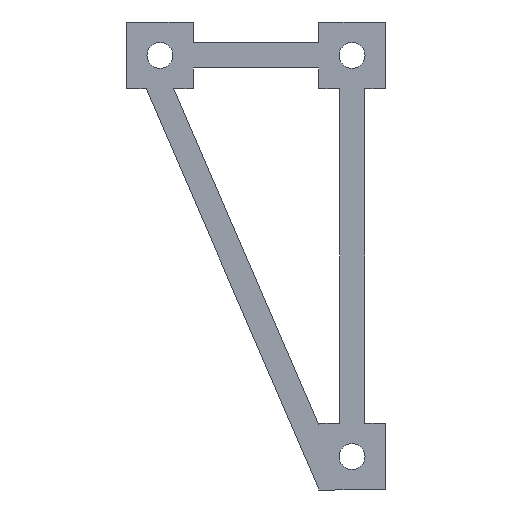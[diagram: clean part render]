
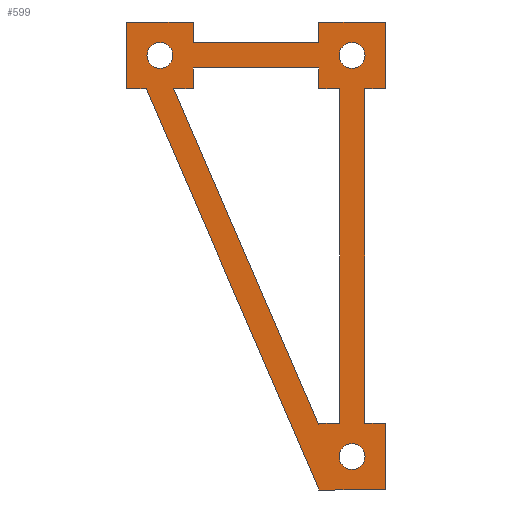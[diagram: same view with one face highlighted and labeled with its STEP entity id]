
A CAD part, front view. The second image highlights one B-rep face of the part: STEP entity #599.
In plain terms, the highlighted planar face has unit normal (0, -1, 0).
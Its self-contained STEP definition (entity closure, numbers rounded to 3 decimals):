
#19=FACE_BOUND('',#111,.T.);
#20=FACE_BOUND('',#112,.T.);
#21=FACE_BOUND('',#113,.T.);
#22=FACE_BOUND('',#114,.T.);
#48=PLANE('',#654);
#77=FACE_OUTER_BOUND('',#110,.T.);
#110=EDGE_LOOP('',(#541,#542,#543,#544,#545,#546,#547,#548,#549,#550,#551,
#552,#553,#554,#555));
#111=EDGE_LOOP('',(#556,#557,#558,#559,#560,#561,#562,#563,#564));
#112=EDGE_LOOP('',(#565));
#113=EDGE_LOOP('',(#566));
#114=EDGE_LOOP('',(#567));
#118=LINE('',#824,#193);
#122=LINE('',#832,#197);
#125=LINE('',#838,#200);
#128=LINE('',#844,#203);
#131=LINE('',#850,#206);
#134=LINE('',#856,#209);
#137=LINE('',#862,#212);
#140=LINE('',#868,#215);
#143=LINE('',#873,#218);
#145=LINE('',#878,#220);
#149=LINE('',#886,#224);
#152=LINE('',#892,#227);
#155=LINE('',#898,#230);
#158=LINE('',#904,#233);
#161=LINE('',#910,#236);
#164=LINE('',#916,#239);
#167=LINE('',#922,#242);
#170=LINE('',#928,#245);
#173=LINE('',#934,#248);
#176=LINE('',#940,#251);
#179=LINE('',#946,#254);
#182=LINE('',#952,#257);
#185=LINE('',#958,#260);
#188=LINE('',#963,#263);
#193=VECTOR('',#680,10.);
#197=VECTOR('',#686,10.);
#200=VECTOR('',#691,10.);
#203=VECTOR('',#696,10.);
#206=VECTOR('',#701,10.);
#209=VECTOR('',#706,10.);
#212=VECTOR('',#711,10.);
#215=VECTOR('',#716,10.);
#218=VECTOR('',#721,10.);
#220=VECTOR('',#725,10.);
#224=VECTOR('',#731,10.);
#227=VECTOR('',#736,10.);
#230=VECTOR('',#741,10.);
#233=VECTOR('',#746,10.);
#236=VECTOR('',#751,10.);
#239=VECTOR('',#756,10.);
#242=VECTOR('',#761,10.);
#245=VECTOR('',#766,10.);
#248=VECTOR('',#771,10.);
#251=VECTOR('',#776,10.);
#254=VECTOR('',#781,10.);
#257=VECTOR('',#786,10.);
#260=VECTOR('',#791,10.);
#263=VECTOR('',#796,10.);
#266=CIRCLE('',#622,1.55);
#268=CIRCLE('',#625,1.55);
#270=CIRCLE('',#628,1.55);
#272=VERTEX_POINT('',#806);
#274=VERTEX_POINT('',#812);
#276=VERTEX_POINT('',#818);
#277=VERTEX_POINT('',#822);
#278=VERTEX_POINT('',#823);
#281=VERTEX_POINT('',#831);
#283=VERTEX_POINT('',#837);
#285=VERTEX_POINT('',#843);
#287=VERTEX_POINT('',#849);
#289=VERTEX_POINT('',#855);
#291=VERTEX_POINT('',#861);
#293=VERTEX_POINT('',#867);
#295=VERTEX_POINT('',#876);
#296=VERTEX_POINT('',#877);
#299=VERTEX_POINT('',#885);
#301=VERTEX_POINT('',#891);
#303=VERTEX_POINT('',#897);
#305=VERTEX_POINT('',#903);
#307=VERTEX_POINT('',#909);
#309=VERTEX_POINT('',#915);
#311=VERTEX_POINT('',#921);
#313=VERTEX_POINT('',#927);
#315=VERTEX_POINT('',#933);
#317=VERTEX_POINT('',#939);
#319=VERTEX_POINT('',#945);
#321=VERTEX_POINT('',#951);
#323=VERTEX_POINT('',#957);
#327=EDGE_CURVE('',#272,#272,#266,.T.);
#330=EDGE_CURVE('',#274,#274,#268,.T.);
#333=EDGE_CURVE('',#276,#276,#270,.T.);
#334=EDGE_CURVE('',#277,#278,#118,.T.);
#338=EDGE_CURVE('',#281,#277,#122,.T.);
#341=EDGE_CURVE('',#283,#281,#125,.T.);
#344=EDGE_CURVE('',#285,#283,#128,.T.);
#347=EDGE_CURVE('',#287,#285,#131,.T.);
#350=EDGE_CURVE('',#289,#287,#134,.T.);
#353=EDGE_CURVE('',#291,#289,#137,.T.);
#356=EDGE_CURVE('',#293,#291,#140,.T.);
#359=EDGE_CURVE('',#278,#293,#143,.T.);
#361=EDGE_CURVE('',#295,#296,#145,.T.);
#365=EDGE_CURVE('',#299,#295,#149,.T.);
#368=EDGE_CURVE('',#301,#299,#152,.T.);
#371=EDGE_CURVE('',#303,#301,#155,.T.);
#374=EDGE_CURVE('',#305,#303,#158,.T.);
#377=EDGE_CURVE('',#307,#305,#161,.T.);
#380=EDGE_CURVE('',#309,#307,#164,.T.);
#383=EDGE_CURVE('',#311,#309,#167,.T.);
#386=EDGE_CURVE('',#313,#311,#170,.T.);
#389=EDGE_CURVE('',#315,#313,#173,.T.);
#392=EDGE_CURVE('',#317,#315,#176,.T.);
#395=EDGE_CURVE('',#319,#317,#179,.T.);
#398=EDGE_CURVE('',#321,#319,#182,.T.);
#401=EDGE_CURVE('',#323,#321,#185,.T.);
#404=EDGE_CURVE('',#296,#323,#188,.T.);
#541=ORIENTED_EDGE('',*,*,#404,.F.);
#542=ORIENTED_EDGE('',*,*,#361,.F.);
#543=ORIENTED_EDGE('',*,*,#365,.F.);
#544=ORIENTED_EDGE('',*,*,#368,.F.);
#545=ORIENTED_EDGE('',*,*,#371,.F.);
#546=ORIENTED_EDGE('',*,*,#374,.F.);
#547=ORIENTED_EDGE('',*,*,#377,.F.);
#548=ORIENTED_EDGE('',*,*,#380,.F.);
#549=ORIENTED_EDGE('',*,*,#383,.F.);
#550=ORIENTED_EDGE('',*,*,#386,.F.);
#551=ORIENTED_EDGE('',*,*,#389,.F.);
#552=ORIENTED_EDGE('',*,*,#392,.F.);
#553=ORIENTED_EDGE('',*,*,#395,.F.);
#554=ORIENTED_EDGE('',*,*,#398,.F.);
#555=ORIENTED_EDGE('',*,*,#401,.F.);
#556=ORIENTED_EDGE('',*,*,#359,.F.);
#557=ORIENTED_EDGE('',*,*,#334,.F.);
#558=ORIENTED_EDGE('',*,*,#338,.F.);
#559=ORIENTED_EDGE('',*,*,#341,.F.);
#560=ORIENTED_EDGE('',*,*,#344,.F.);
#561=ORIENTED_EDGE('',*,*,#347,.F.);
#562=ORIENTED_EDGE('',*,*,#350,.F.);
#563=ORIENTED_EDGE('',*,*,#353,.F.);
#564=ORIENTED_EDGE('',*,*,#356,.F.);
#565=ORIENTED_EDGE('',*,*,#333,.F.);
#566=ORIENTED_EDGE('',*,*,#330,.F.);
#567=ORIENTED_EDGE('',*,*,#327,.F.);
#599=ADVANCED_FACE('',(#77,#19,#20,#21,#22),#48,.F.);
#622=AXIS2_PLACEMENT_3D('',#808,#662,#663);
#625=AXIS2_PLACEMENT_3D('',#814,#669,#670);
#628=AXIS2_PLACEMENT_3D('',#820,#676,#677);
#654=AXIS2_PLACEMENT_3D('',#966,#800,#801);
#662=DIRECTION('center_axis',(0.,-1.,0.));
#663=DIRECTION('ref_axis',(1.,0.,0.));
#669=DIRECTION('center_axis',(0.,-1.,0.));
#670=DIRECTION('ref_axis',(1.,0.,0.));
#676=DIRECTION('center_axis',(0.,-1.,0.));
#677=DIRECTION('ref_axis',(1.,0.,0.));
#680=DIRECTION('',(1.,0.,0.));
#686=DIRECTION('',(0.,0.,1.));
#691=DIRECTION('',(0.396,0.,-0.918));
#696=DIRECTION('',(-1.,0.,0.));
#701=DIRECTION('',(0.,0.,-1.));
#706=DIRECTION('',(-1.,0.,0.));
#711=DIRECTION('',(0.,0.,1.));
#716=DIRECTION('',(-1.,0.,0.));
#721=DIRECTION('',(0.,0.,1.));
#725=DIRECTION('',(0.,0.,1.));
#731=DIRECTION('',(-1.,0.,0.));
#736=DIRECTION('',(0.,0.,-1.));
#741=DIRECTION('',(1.,0.,0.));
#746=DIRECTION('',(0.,0.,-1.));
#751=DIRECTION('',(-1.,0.,0.));
#756=DIRECTION('',(0.,0.,-1.));
#761=DIRECTION('',(1.,0.,0.));
#766=DIRECTION('',(0.,0.,1.));
#771=DIRECTION('',(1.,0.,0.));
#776=DIRECTION('',(0.,0.,-1.));
#781=DIRECTION('',(1.,0.,0.));
#786=DIRECTION('',(0.,0.,1.));
#791=DIRECTION('',(-1.,0.,0.));
#796=DIRECTION('',(-0.396,0.,0.918));
#800=DIRECTION('center_axis',(0.,1.,0.));
#801=DIRECTION('ref_axis',(0.,0.,1.));
#806=CARTESIAN_POINT('',(-52.55,0.,42.685));
#808=CARTESIAN_POINT('Origin',(-51.,0.,42.685));
#812=CARTESIAN_POINT('',(-29.55,0.,42.685));
#814=CARTESIAN_POINT('Origin',(-28.,0.,42.685));
#818=CARTESIAN_POINT('',(-29.55,0.,-5.315));
#820=CARTESIAN_POINT('Origin',(-28.,0.,-5.315));
#822=CARTESIAN_POINT('',(-32.,0.,-1.315));
#823=CARTESIAN_POINT('',(-29.5,0.,-1.315));
#824=CARTESIAN_POINT('',(-32.,0.,-1.315));
#831=CARTESIAN_POINT('',(-32.,0.,-1.531));
#832=CARTESIAN_POINT('',(-32.,0.,-9.315));
#837=CARTESIAN_POINT('',(-49.366,0.,38.685));
#838=CARTESIAN_POINT('',(-49.88,0.,39.875));
#843=CARTESIAN_POINT('',(-47.,0.,38.685));
#844=CARTESIAN_POINT('',(-47.,0.,38.685));
#849=CARTESIAN_POINT('',(-47.,0.,41.185));
#850=CARTESIAN_POINT('',(-47.,0.,46.685));
#855=CARTESIAN_POINT('',(-32.,0.,41.185));
#856=CARTESIAN_POINT('',(-32.,0.,41.185));
#861=CARTESIAN_POINT('',(-32.,0.,38.685));
#862=CARTESIAN_POINT('',(-32.,0.,38.685));
#867=CARTESIAN_POINT('',(-29.5,0.,38.685));
#868=CARTESIAN_POINT('',(-24.,0.,38.685));
#873=CARTESIAN_POINT('',(-29.5,0.,-1.315));
#876=CARTESIAN_POINT('',(-32.,0.,-9.315));
#877=CARTESIAN_POINT('',(-32.,0.,-9.099));
#878=CARTESIAN_POINT('',(-32.,0.,-9.315));
#885=CARTESIAN_POINT('',(-24.,0.,-9.315));
#886=CARTESIAN_POINT('',(-24.,0.,-9.315));
#891=CARTESIAN_POINT('',(-24.,0.,-1.315));
#892=CARTESIAN_POINT('',(-24.,0.,-1.315));
#897=CARTESIAN_POINT('',(-26.5,0.,-1.315));
#898=CARTESIAN_POINT('',(-32.,0.,-1.315));
#903=CARTESIAN_POINT('',(-26.5,0.,38.685));
#904=CARTESIAN_POINT('',(-26.5,0.,38.685));
#909=CARTESIAN_POINT('',(-24.,0.,38.685));
#910=CARTESIAN_POINT('',(-24.,0.,38.685));
#915=CARTESIAN_POINT('',(-24.,0.,46.685));
#916=CARTESIAN_POINT('',(-24.,0.,46.685));
#921=CARTESIAN_POINT('',(-32.,0.,46.685));
#922=CARTESIAN_POINT('',(-32.,0.,46.685));
#927=CARTESIAN_POINT('',(-32.,0.,44.185));
#928=CARTESIAN_POINT('',(-32.,0.,38.685));
#933=CARTESIAN_POINT('',(-47.,0.,44.185));
#934=CARTESIAN_POINT('',(-47.,0.,44.185));
#939=CARTESIAN_POINT('',(-47.,0.,46.685));
#940=CARTESIAN_POINT('',(-47.,0.,46.685));
#945=CARTESIAN_POINT('',(-55.,0.,46.685));
#946=CARTESIAN_POINT('',(-55.,0.,46.685));
#951=CARTESIAN_POINT('',(-55.,0.,38.685));
#952=CARTESIAN_POINT('',(-55.,0.,38.685));
#957=CARTESIAN_POINT('',(-52.634,0.,38.685));
#958=CARTESIAN_POINT('',(-47.,0.,38.685));
#963=CARTESIAN_POINT('',(-32.,0.,-9.099));
#966=CARTESIAN_POINT('Origin',(-39.5,0.,18.685));
